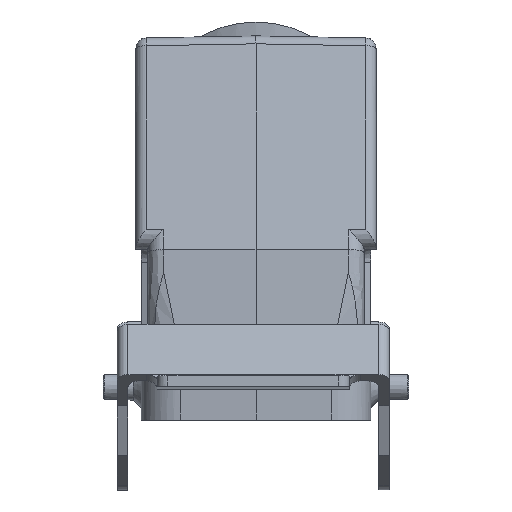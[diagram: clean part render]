
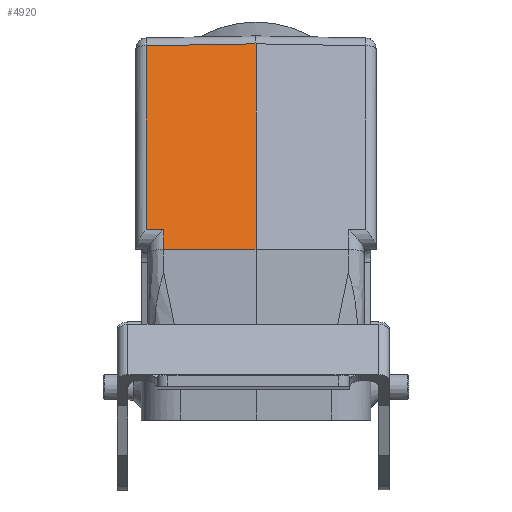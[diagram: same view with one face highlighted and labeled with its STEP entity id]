
A CAD part, left-side view. The second image highlights one B-rep face of the part: STEP entity #4920.
In plain terms, the highlighted planar face has unit normal (-0.966, 0.018, 0.259).
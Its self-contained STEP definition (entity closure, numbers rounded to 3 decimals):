
#2685=CARTESIAN_POINT('',(-33.126,20.535,26.592));
#2686=VERTEX_POINT('',#2685);
#2694=CARTESIAN_POINT('',(-23.904,20.535,61.009));
#2695=VERTEX_POINT('',#2694);
#2696=CARTESIAN_POINT('',(-23.904,20.535,61.009));
#2697=DIRECTION('',(-0.259,0.0,-0.966));
#2698=VECTOR('',#2697,35.631);
#2699=LINE('',#2696,#2698);
#2700=EDGE_CURVE('',#2695,#2686,#2699,.T.);
#4402=CARTESIAN_POINT('',(-34.5,0.0,22.85));
#4403=VERTEX_POINT('',#4402);
#4412=CARTESIAN_POINT('',(-34.201,17.302,22.799));
#4413=VERTEX_POINT('',#4412);
#4414=CARTESIAN_POINT('',(-34.5,0.,22.85));
#4415=DIRECTION('',(0.017,1.,-0.003));
#4416=VECTOR('',#4415,17.305);
#4417=LINE('',#4414,#4416);
#4418=EDGE_CURVE('',#4403,#4413,#4417,.T.);
#4883=CARTESIAN_POINT('',(-34.381,0.0,23.294));
#4884=DIRECTION('',(-0.966,0.017,0.259));
#4885=DIRECTION('',(0.259,0.,0.966));
#4886=AXIS2_PLACEMENT_3D('',#4883,#4884,#4885);
#4887=PLANE('',#4886);
#4888=CARTESIAN_POINT('',(-33.2,17.302,26.536));
#4889=VERTEX_POINT('',#4888);
#4890=CARTESIAN_POINT('',(-33.2,17.302,26.536));
#4891=DIRECTION('',(0.023,1.,0.017));
#4892=VECTOR('',#4891,3.234);
#4893=LINE('',#4890,#4892);
#4894=EDGE_CURVE('',#4889,#2686,#4893,.T.);
#4895=ORIENTED_EDGE('',*,*,#4894,.F.);
#4896=CARTESIAN_POINT('',(-33.2,17.302,26.536));
#4897=DIRECTION('',(-0.259,0.0,-0.966));
#4898=VECTOR('',#4897,3.869);
#4899=LINE('',#4896,#4898);
#4900=EDGE_CURVE('',#4889,#4413,#4899,.T.);
#4901=ORIENTED_EDGE('',*,*,#4900,.T.);
#4902=ORIENTED_EDGE('',*,*,#4418,.F.);
#4903=CARTESIAN_POINT('',(-24.179,0.0,61.368));
#4904=VERTEX_POINT('',#4903);
#4905=CARTESIAN_POINT('',(-24.179,0.0,61.368));
#4906=DIRECTION('',(-0.259,0.0,-0.966));
#4907=VECTOR('',#4906,39.877);
#4908=LINE('',#4905,#4907);
#4909=EDGE_CURVE('',#4904,#4403,#4908,.T.);
#4910=ORIENTED_EDGE('',*,*,#4909,.F.);
#4911=CARTESIAN_POINT('',(-24.179,0.,61.368));
#4912=DIRECTION('',(0.013,1.,-0.017));
#4913=VECTOR('',#4912,20.54);
#4914=LINE('',#4911,#4913);
#4915=EDGE_CURVE('',#4904,#2695,#4914,.T.);
#4916=ORIENTED_EDGE('',*,*,#4915,.T.);
#4917=ORIENTED_EDGE('',*,*,#2700,.T.);
#4918=EDGE_LOOP('',(#4895,#4901,#4902,#4910,#4916,#4917));
#4919=FACE_OUTER_BOUND('',#4918,.T.);
#4920=ADVANCED_FACE('',(#4919),#4887,.T.);
